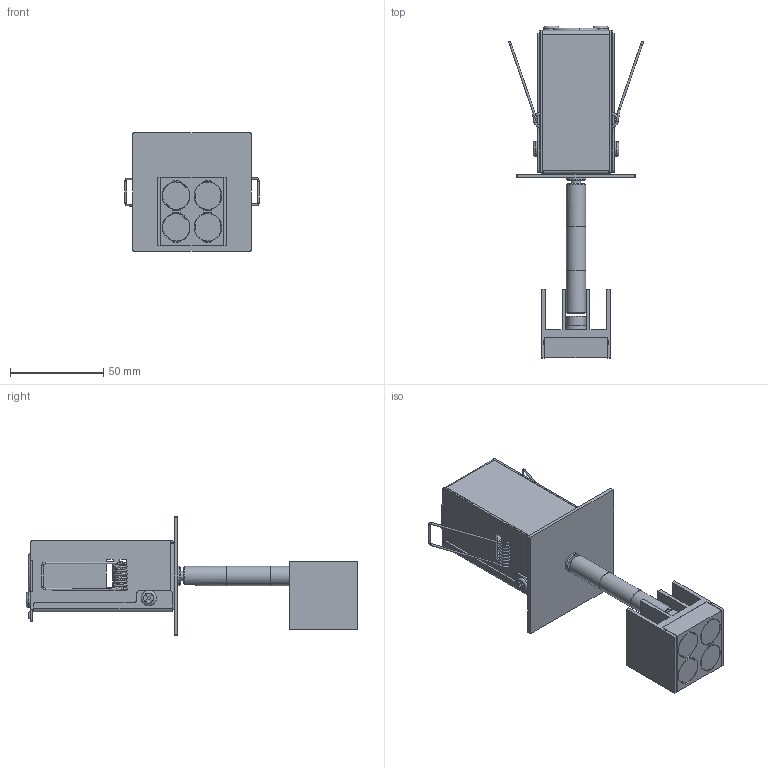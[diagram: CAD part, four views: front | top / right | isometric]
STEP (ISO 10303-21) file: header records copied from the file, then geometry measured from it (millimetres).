
FILE_DESCRIPTION (( 'STEP AP214' ), '1' );
FILE_NAME ('MC37LV.STEP', '2016-09-20T18:46:59', ( '' ), ( '' ), 'SwSTEP 2.0', 'SolidWorks 2012', '' );
FILE_SCHEMA (( 'AUTOMOTIVE_DESIGN' ));
Length unit declared in the file: inch
Products named in the file (1): MC37LV
Bounding box: 72.17 x 178.34 x 63.5 mm (x, y, z)
Surface area: 57246.6 mm2 (no closed solid volume)
Topology: 0 solids, 25 shells, 431 faces, 1699 edges, 1236 vertices
Faces by surface type: plane 274, cylinder 107, cone 22, bspline 22, torus 6
Full cylindrical faces by diameter (mm): 1 x10, 3.454 x1, 5 x1, 8.179 x4, 10.4 x5
Entity records: 25585 total; most frequent: CARTESIAN_POINT 6863, DIRECTION 2593, ORIENTED_EDGE 2430, EDGE_CURVE 1612, VERTEX_POINT 1198, VECTOR 961, LINE 961, AXIS2_PLACEMENT_3D 816
